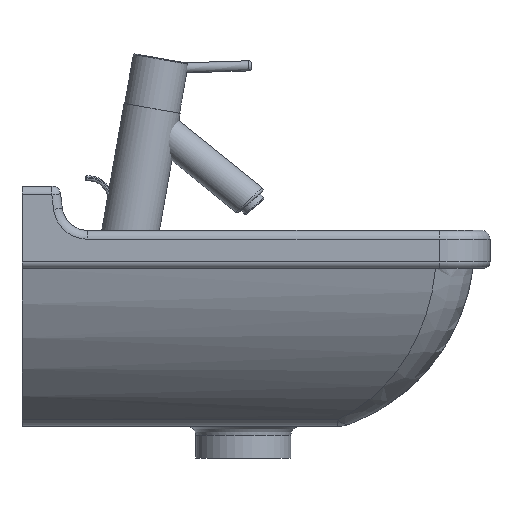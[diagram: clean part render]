
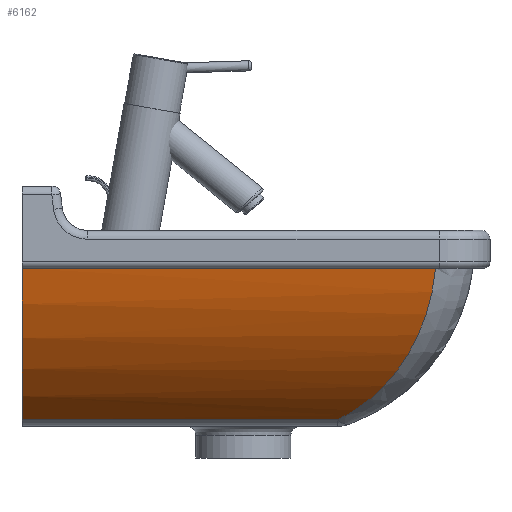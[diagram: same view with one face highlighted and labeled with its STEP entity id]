
A CAD part, left-side view. The second image highlights one B-rep face of the part: STEP entity #6162.
In plain terms, the highlighted cylindrical face has radius 190.654 mm (diameter 381.308 mm), a partial arc.
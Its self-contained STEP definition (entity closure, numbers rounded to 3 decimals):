
#267=CARTESIAN_POINT('',(-32.801,24.935,135.001));
#268=VERTEX_POINT('',#267);
#275=CARTESIAN_POINT('',(-32.801,-302.015,135.001));
#276=VERTEX_POINT('',#275);
#277=CARTESIAN_POINT('',(-32.801,-302.015,135.001));
#278=DIRECTION('',(0.0,1.0,0.0));
#279=VECTOR('',#278,326.95);
#280=LINE('',#277,#279);
#281=EDGE_CURVE('',#276,#268,#280,.T.);
#5374=CARTESIAN_POINT('',(46.49,-224.217,15.236));
#5375=VERTEX_POINT('',#5374);
#5635=CARTESIAN_POINT('',(-32.801,-302.015,135.001));
#5636=CARTESIAN_POINT('',(-32.432,-301.846,133.167));
#5637=CARTESIAN_POINT('',(-31.812,-301.535,130.304));
#5638=CARTESIAN_POINT('',(-30.882,-301.018,126.444));
#5639=CARTESIAN_POINT('',(-29.828,-300.396,122.366));
#5640=CARTESIAN_POINT('',(-28.4,-299.49,117.355));
#5641=CARTESIAN_POINT('',(-26.823,-298.418,112.439));
#5642=CARTESIAN_POINT('',(-25.473,-297.46,108.554));
#5643=CARTESIAN_POINT('',(-24.065,-296.437,104.708));
#5644=CARTESIAN_POINT('',(-21.457,-294.482,98.08));
#5645=CARTESIAN_POINT('',(-16.795,-290.802,87.722));
#5646=CARTESIAN_POINT('',(-11.866,-286.668,78.617));
#5647=CARTESIAN_POINT('',(-7.968,-283.278,72.187));
#5648=CARTESIAN_POINT('',(-2.678,-278.616,63.833));
#5649=CARTESIAN_POINT('',(6.556,-270.125,51.274));
#5650=CARTESIAN_POINT('',(16.769,-259.948,40.173));
#5651=CARTESIAN_POINT('',(23.019,-253.291,34.161));
#5652=CARTESIAN_POINT('',(25.284,-250.824,32.059));
#5653=CARTESIAN_POINT('',(27.542,-248.327,30.015));
#5654=CARTESIAN_POINT('',(30.364,-245.131,27.55));
#5655=CARTESIAN_POINT('',(34.85,-239.861,23.813));
#5656=CARTESIAN_POINT('',(40.351,-232.988,19.545));
#5657=CARTESIAN_POINT('',(44.509,-227.192,16.59));
#5658=CARTESIAN_POINT('',(46.49,-224.217,15.236));
#5659=B_SPLINE_CURVE_WITH_KNOTS('',3,(#5635,#5636,#5637,#5638,#5639,#5640,#5641,#5642,#5643,#5644,#5645,#5646,#5647,#5648,#5649,#5650,#5651,#5652,#5653,#5654,#5655,#5656,#5657,#5658),.UNSPECIFIED.,.F.,.U.,(4,1,1,1,1,1,1,1,1,1,1,1,1,1,1,1,1,1,1,1,1,4),(83.804,84.275,84.543,84.812,85.349,85.886,86.155,86.423,86.961,88.035,89.467,89.825,90.183,92.332,94.481,95.018,95.286,95.555,96.092,96.629,97.704,98.778),.UNSPECIFIED.);
#5660=EDGE_CURVE('',#276,#5375,#5659,.T.);
#5720=CARTESIAN_POINT('',(46.49,24.935,15.236));
#5721=VERTEX_POINT('',#5720);
#5738=CARTESIAN_POINT('',(46.49,-224.217,15.236));
#5739=DIRECTION('',(0.0,1.0,0.0));
#5740=VECTOR('',#5739,249.151);
#5741=LINE('',#5738,#5740);
#5742=EDGE_CURVE('',#5375,#5721,#5741,.T.);
#6145=CARTESIAN_POINT('',(154.106,24.935,172.614));
#6146=DIRECTION('',(0.0,-1.0,0.0));
#6147=DIRECTION('',(0.522,0.0,0.853));
#6148=AXIS2_PLACEMENT_3D('',#6145,#6146,#6147);
#6149=CYLINDRICAL_SURFACE('',#6148,190.654);
#6150=ORIENTED_EDGE('',*,*,#5660,.F.);
#6151=ORIENTED_EDGE('',*,*,#281,.T.);
#6152=CARTESIAN_POINT('',(154.106,24.935,172.614));
#6153=DIRECTION('',(0.0,1.,0.0));
#6154=DIRECTION('',(0.522,0.0,0.853));
#6155=AXIS2_PLACEMENT_3D('',#6152,#6153,#6154);
#6156=CIRCLE('',#6155,190.654);
#6157=EDGE_CURVE('',#5721,#268,#6156,.T.);
#6158=ORIENTED_EDGE('',*,*,#6157,.F.);
#6159=ORIENTED_EDGE('',*,*,#5742,.F.);
#6160=EDGE_LOOP('',(#6150,#6151,#6158,#6159));
#6161=FACE_OUTER_BOUND('',#6160,.T.);
#6162=ADVANCED_FACE('',(#6161),#6149,.T.);
